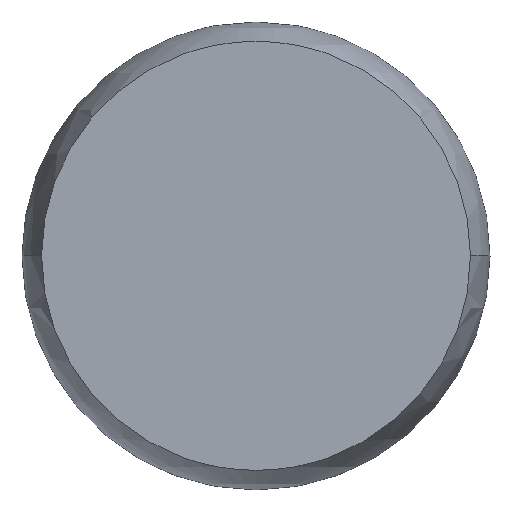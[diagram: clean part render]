
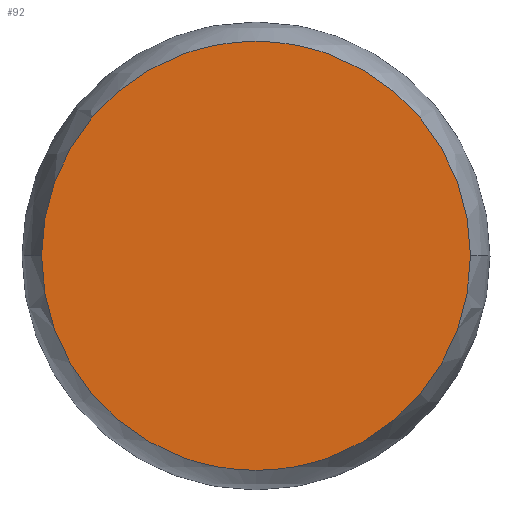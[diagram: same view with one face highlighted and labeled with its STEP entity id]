
A CAD part, top view. The second image highlights one B-rep face of the part: STEP entity #92.
In plain terms, the highlighted planar face has unit normal (0, 0, 1).
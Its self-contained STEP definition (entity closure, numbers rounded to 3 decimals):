
#3 = CARTESIAN_POINT ( 'NONE',  ( -4.583, 0., 2. ) ) ;
#14 = ORIENTED_EDGE ( 'NONE', *, *, #71, .F. ) ;
#19 = AXIS2_PLACEMENT_3D ( 'NONE', #150, #152, #48 ) ;
#40 = CARTESIAN_POINT ( 'NONE',  ( 4.583, 0., 2. ) ) ;
#43 = DIRECTION ( 'NONE',  ( 0., 0., -1. ) ) ;
#48 = DIRECTION ( 'NONE',  ( -1., 0., 0. ) ) ;
#50 = VERTEX_POINT ( 'NONE', #40 ) ;
#59 = CARTESIAN_POINT ( 'NONE',  ( 0., 0., 2. ) ) ;
#60 = DIRECTION ( 'NONE',  ( -1., 0., 0. ) ) ;
#71 = EDGE_CURVE ( 'NONE', #50, #128, #89, .T. ) ;
#88 = EDGE_CURVE ( 'NONE', #128, #50, #97, .T. ) ;
#89 = CIRCLE ( 'NONE', #19, 4.583 ) ;
#90 = AXIS2_PLACEMENT_3D ( 'NONE', #159, #117, #60 ) ;
#92 = ADVANCED_FACE ( 'NONE', ( #190 ), #205, .F. ) ;
#97 = CIRCLE ( 'NONE', #119, 4.583 ) ;
#100 = EDGE_LOOP ( 'NONE', ( #14, #181 ) ) ;
#117 = DIRECTION ( 'NONE',  ( 0., 0., -1. ) ) ;
#119 = AXIS2_PLACEMENT_3D ( 'NONE', #59, #43, #122 ) ;
#122 = DIRECTION ( 'NONE',  ( -1., 0., 0. ) ) ;
#128 = VERTEX_POINT ( 'NONE', #3 ) ;
#150 = CARTESIAN_POINT ( 'NONE',  ( 0., 0., 2. ) ) ;
#152 = DIRECTION ( 'NONE',  ( 0., 0., -1. ) ) ;
#159 = CARTESIAN_POINT ( 'NONE',  ( 0., 0., 2. ) ) ;
#181 = ORIENTED_EDGE ( 'NONE', *, *, #88, .F. ) ;
#190 = FACE_OUTER_BOUND ( 'NONE', #100, .T. ) ;
#205 = PLANE ( 'NONE',  #90 ) ;
